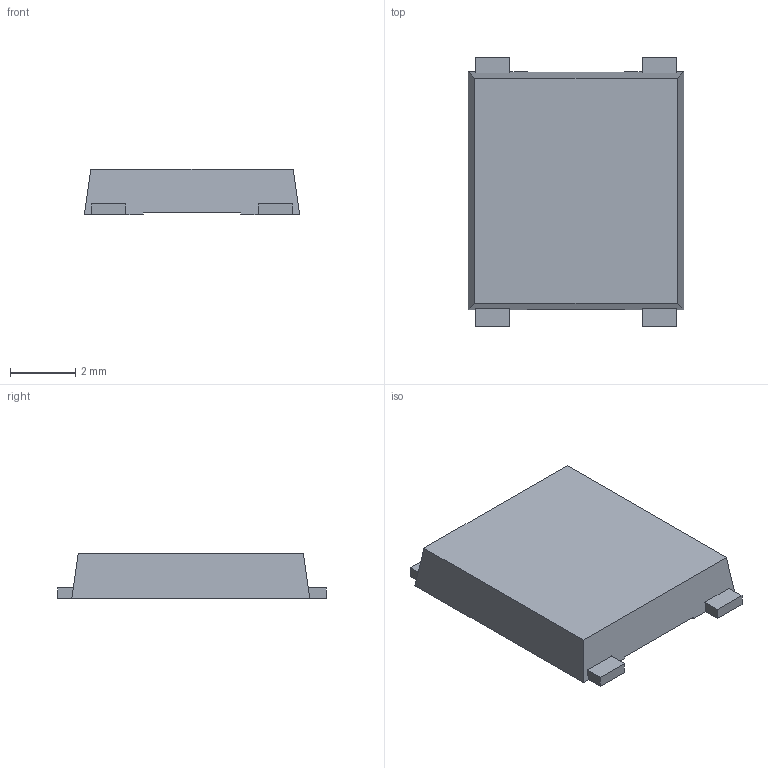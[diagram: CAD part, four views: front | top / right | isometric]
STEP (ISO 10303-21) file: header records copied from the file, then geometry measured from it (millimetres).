
FILE_DESCRIPTION (( 'STEP AP203' ), '1' );
FILE_NAME ('YBS.STEP', '2019-10-16T03:29:12', ( '' ), ( '' ), 'SwSTEP 2.0', 'SolidWorks 2019', '' );
FILE_SCHEMA (( 'CONFIG_CONTROL_DESIGN' ));
Length unit declared in the file: millimetre
Products named in the file (3): YBS_LF; 零件1^YBS; YBS
Assembly tree (2 placements, depth 2):
  YBS
    YBS_LF
    零件1^YBS
Bounding box: 6.6 x 8.25 x 1.4 mm (x, y, z)
Volume: 63.1 mm3; surface area: 143 mm2
Topology: 5 solids, 5 shells, 50 faces, 120 edges, 80 vertices
Faces by surface type: plane 50
Entity records: 1723 total; most frequent: CARTESIAN_POINT 255, ORIENTED_EDGE 240, DIRECTION 230, VECTOR 120, EDGE_CURVE 120, LINE 120, VERTEX_POINT 80, AXIS2_PLACEMENT_3D 55
